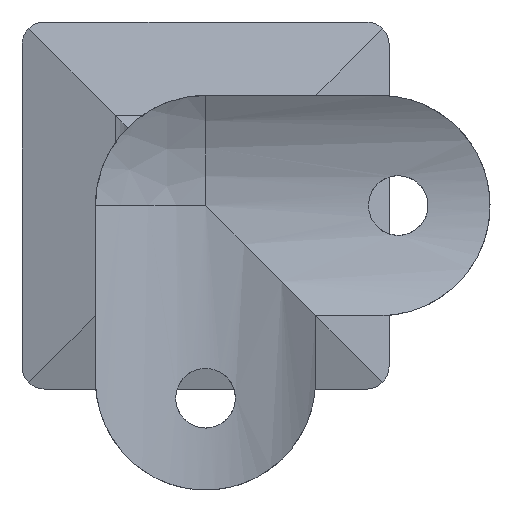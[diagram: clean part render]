
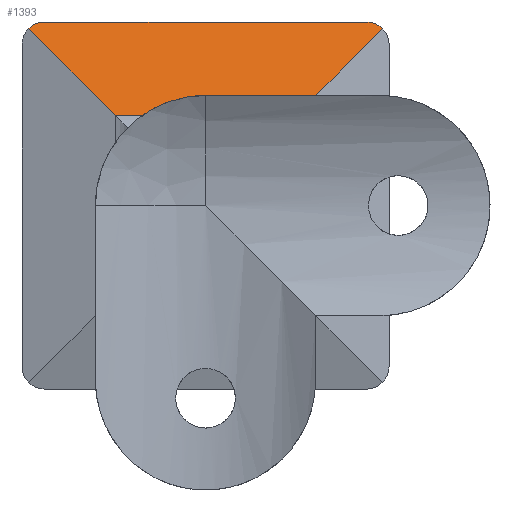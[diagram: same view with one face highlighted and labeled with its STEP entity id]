
A CAD part, front view. The second image highlights one B-rep face of the part: STEP entity #1393.
In plain terms, the highlighted planar face has unit normal (0, -0.955, 0.297).
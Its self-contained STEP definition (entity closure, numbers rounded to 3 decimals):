
#10 = CARTESIAN_POINT ( 'NONE',  ( 99.93, -4., 20. ) ) ;
#189 = CARTESIAN_POINT ( 'NONE',  ( 18.793, -4.08, 19.743 ) ) ;
#261 = CARTESIAN_POINT ( 'NONE',  ( 17.5, -4., 20. ) ) ;
#374 = CARTESIAN_POINT ( 'NONE',  ( 58.116, 7.872, 58.116 ) ) ;
#613 = EDGE_LOOP ( 'NONE', ( #3436, #2155, #952, #3881, #4100, #1891 ) ) ;
#669 = CARTESIAN_POINT ( 'NONE',  ( 19.268, -4.228, 19.268 ) ) ;
#837 = VERTEX_POINT ( 'NONE', #1712 ) ;
#946 = VERTEX_POINT ( 'NONE', #4148 ) ;
#952 = ORIENTED_EDGE ( 'NONE', *, *, #3245, .T. ) ;
#958 =( BOUNDED_CURVE ( )  B_SPLINE_CURVE ( 3, ( #2391, #1628, #4121, #1768 ),
 .UNSPECIFIED., .F., .T. ) 
 B_SPLINE_CURVE_WITH_KNOTS ( ( 4, 4 ),
 ( 5.498, 6.283 ),
 .UNSPECIFIED. ) 
 CURVE ( )  GEOMETRIC_REPRESENTATION_ITEM ( )  RATIONAL_B_SPLINE_CURVE ( ( 1., 0.949, 0.949, 1. ) ) 
 REPRESENTATION_ITEM ( '' )  );
#1012 = AXIS2_PLACEMENT_3D ( 'NONE', #10, #1373, #2727 ) ;
#1048 = FACE_OUTER_BOUND ( 'NONE', #613, .T. ) ;
#1221 = CARTESIAN_POINT ( 'NONE',  ( 18.172, -4., 20. ) ) ;
#1346 = EDGE_CURVE ( 'NONE', #1670, #2810, #958, .T. ) ;
#1373 = DIRECTION ( 'NONE',  ( 0., 0.955, -0.297 ) ) ;
#1383 = VERTEX_POINT ( 'NONE', #3721 ) ;
#1393 = ADVANCED_FACE ( 'NONE', ( #1048 ), #3432, .F. ) ;
#1428 = DIRECTION ( 'NONE',  ( 0.691, 0.215, 0.691 ) ) ;
#1628 = CARTESIAN_POINT ( 'NONE',  ( -18.793, -4.08, 19.743 ) ) ;
#1670 = VERTEX_POINT ( 'NONE', #3788 ) ;
#1696 = LINE ( 'NONE', #2474, #2057 ) ;
#1708 = CARTESIAN_POINT ( 'NONE',  ( -17.5, -4., 20. ) ) ;
#1712 = CARTESIAN_POINT ( 'NONE',  ( 9.834, -7.166, 9.834 ) ) ;
#1736 = VERTEX_POINT ( 'NONE', #669 ) ;
#1768 = CARTESIAN_POINT ( 'NONE',  ( -17.5, -4., 20. ) ) ;
#1847 = VECTOR ( 'NONE', #2083, 1000. ) ;
#1891 = ORIENTED_EDGE ( 'NONE', *, *, #4238, .T. ) ;
#1908 = CARTESIAN_POINT ( 'NONE',  ( 19.268, -4.228, 19.268 ) ) ;
#2057 = VECTOR ( 'NONE', #2811, 1000. ) ;
#2082 = CARTESIAN_POINT ( 'NONE',  ( 99.93, -7.166, 9.834 ) ) ;
#2083 = DIRECTION ( 'NONE',  ( -1., 0., 0. ) ) ;
#2155 = ORIENTED_EDGE ( 'NONE', *, *, #3566, .T. ) ;
#2159 = EDGE_CURVE ( 'NONE', #1383, #1736, #4257, .T. ) ;
#2391 = CARTESIAN_POINT ( 'NONE',  ( -19.268, -4.228, 19.268 ) ) ;
#2449 = LINE ( 'NONE', #374, #3337 ) ;
#2474 = CARTESIAN_POINT ( 'NONE',  ( 37.191, -21.813, -37.191 ) ) ;
#2727 = DIRECTION ( 'NONE',  ( 0., 0.297, 0.955 ) ) ;
#2745 = LINE ( 'NONE', #4093, #1847 ) ;
#2810 = VERTEX_POINT ( 'NONE', #1708 ) ;
#2811 = DIRECTION ( 'NONE',  ( 0.691, -0.215, -0.691 ) ) ;
#3245 = EDGE_CURVE ( 'NONE', #946, #837, #3470, .T. ) ;
#3337 = VECTOR ( 'NONE', #1428, 1000. ) ;
#3429 = DIRECTION ( 'NONE',  ( 1., 0., 0. ) ) ;
#3432 = PLANE ( 'NONE',  #1012 ) ;
#3436 = ORIENTED_EDGE ( 'NONE', *, *, #1346, .F. ) ;
#3470 = LINE ( 'NONE', #2082, #4389 ) ;
#3566 = EDGE_CURVE ( 'NONE', #1670, #946, #1696, .T. ) ;
#3721 = CARTESIAN_POINT ( 'NONE',  ( 17.5, -4., 20. ) ) ;
#3788 = CARTESIAN_POINT ( 'NONE',  ( -19.268, -4.228, 19.268 ) ) ;
#3881 = ORIENTED_EDGE ( 'NONE', *, *, #3947, .T. ) ;
#3947 = EDGE_CURVE ( 'NONE', #837, #1736, #2449, .T. ) ;
#4093 = CARTESIAN_POINT ( 'NONE',  ( 99.93, -4., 20. ) ) ;
#4100 = ORIENTED_EDGE ( 'NONE', *, *, #2159, .F. ) ;
#4121 = CARTESIAN_POINT ( 'NONE',  ( -18.172, -4., 20. ) ) ;
#4148 = CARTESIAN_POINT ( 'NONE',  ( -9.834, -7.166, 9.834 ) ) ;
#4238 = EDGE_CURVE ( 'NONE', #1383, #2810, #2745, .T. ) ;
#4257 =( BOUNDED_CURVE ( )  B_SPLINE_CURVE ( 3, ( #261, #1221, #189, #1908 ),
 .UNSPECIFIED., .F., .F. ) 
 B_SPLINE_CURVE_WITH_KNOTS ( ( 4, 4 ),
 ( 0., 0.785 ),
 .UNSPECIFIED. ) 
 CURVE ( )  GEOMETRIC_REPRESENTATION_ITEM ( )  RATIONAL_B_SPLINE_CURVE ( ( 1., 0.949, 0.949, 1. ) ) 
 REPRESENTATION_ITEM ( '' )  );
#4389 = VECTOR ( 'NONE', #3429, 1000. ) ;
